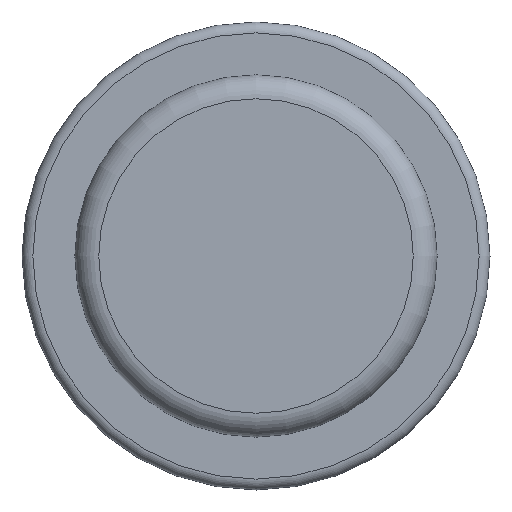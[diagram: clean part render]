
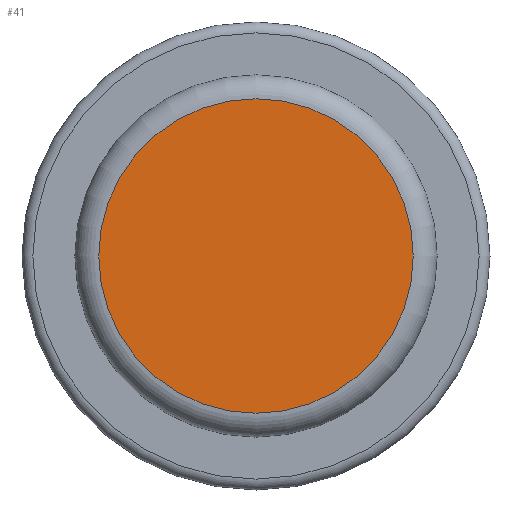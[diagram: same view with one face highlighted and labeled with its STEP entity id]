
A CAD part, front view. The second image highlights one B-rep face of the part: STEP entity #41.
In plain terms, the highlighted planar face has unit normal (0, -1, 0).
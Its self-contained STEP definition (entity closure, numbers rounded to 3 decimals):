
#41 = ADVANCED_FACE( '', ( #90 ), #91, .F. );
#90 = FACE_OUTER_BOUND( '', #156, .T. );
#91 = PLANE( '', #157 );
#156 = EDGE_LOOP( '', ( #218 ) );
#157 = AXIS2_PLACEMENT_3D( '', #219, #220, #221 );
#218 = ORIENTED_EDGE( '', *, *, #304, .T. );
#219 = CARTESIAN_POINT( '', ( 10.416, 0., 0. ) );
#220 = DIRECTION( '', ( 0., 1., 0. ) );
#221 = DIRECTION( '', ( 0., 0., 1. ) );
#304 = EDGE_CURVE( '', #336, #336, #337, .T. );
#336 = VERTEX_POINT( '', #379 );
#337 = CIRCLE( '', #380, 10.416 );
#379 = CARTESIAN_POINT( '', ( 0., 0., -10.416 ) );
#380 = AXIS2_PLACEMENT_3D( '', #422, #423, #424 );
#422 = CARTESIAN_POINT( '', ( 0., 0., 0. ) );
#423 = DIRECTION( '', ( 0., -1., 0. ) );
#424 = DIRECTION( '', ( 0., 0., -1. ) );
